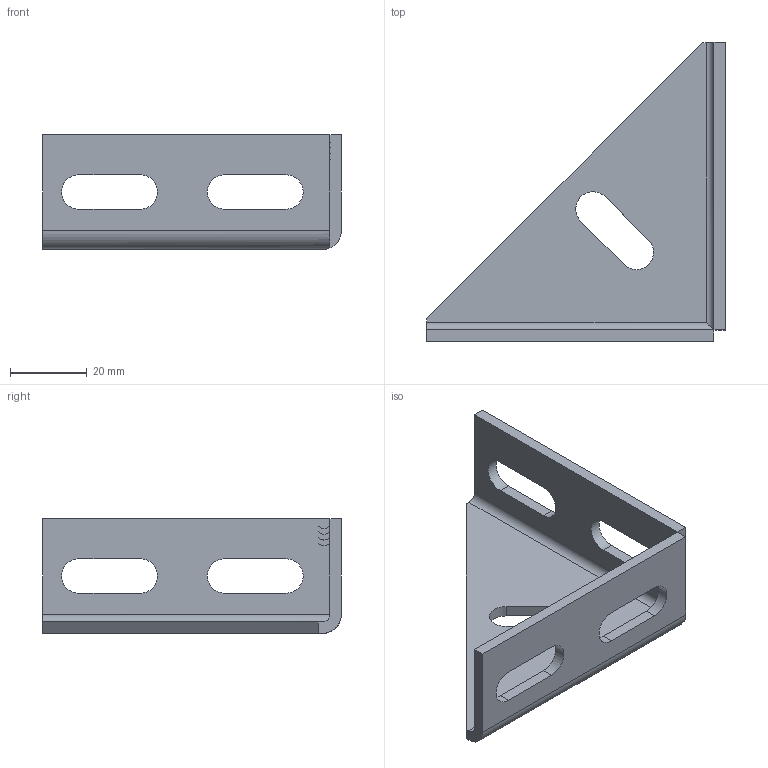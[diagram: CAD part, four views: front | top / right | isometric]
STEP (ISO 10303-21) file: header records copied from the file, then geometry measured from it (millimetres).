
FILE_DESCRIPTION (( 'STEP AP214' ), '1' );
FILE_NAME ('6268310', '2019-02-04T09:37:52', ( '' ), ('JUGARD+KÜNSTNER GmbH'), 'SwSTEP 2.0', 'SolidWorks 2017', '' );
FILE_SCHEMA (( 'AUTOMOTIVE_DESIGN' ));
Length unit declared in the file: millimetre
Products named in the file (1): 6268310_CNAJF00
Bounding box: 78 x 78 x 30 mm (x, y, z)
Volume: 18806.5 mm3; surface area: 14561.3 mm2
Topology: 1 solids, 1 shells, 80 faces, 208 edges, 138 vertices
Faces by surface type: plane 47, cylinder 33
Entity records: 2516 total; most frequent: DIRECTION 434, CARTESIAN_POINT 433, ORIENTED_EDGE 416, EDGE_CURVE 208, AXIS2_PLACEMENT_3D 147, VECTOR 140, LINE 140, VERTEX_POINT 138
